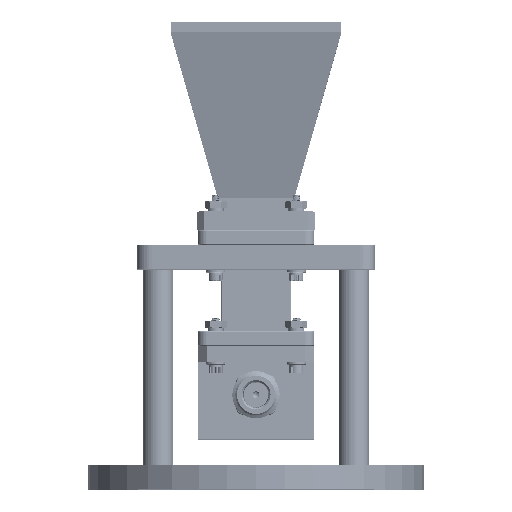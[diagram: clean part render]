
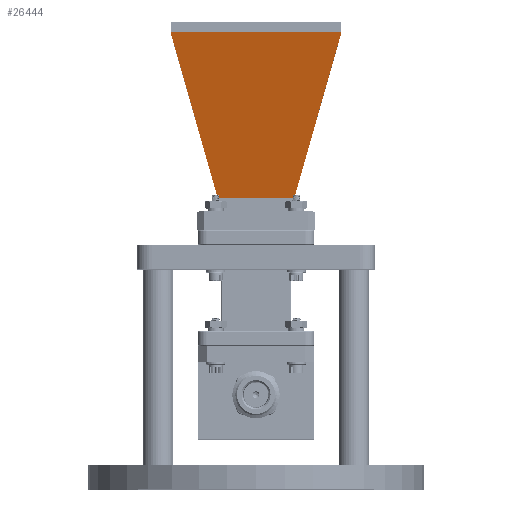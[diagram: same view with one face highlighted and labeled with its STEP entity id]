
A CAD part, top view. The second image highlights one B-rep face of the part: STEP entity #26444.
In plain terms, the highlighted face is planar.
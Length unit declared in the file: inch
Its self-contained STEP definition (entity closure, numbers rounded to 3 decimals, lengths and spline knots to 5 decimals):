
#454 = ORIENTED_EDGE ( 'NONE', *, *, #23539, .T. ) ;
#972 = ORIENTED_EDGE ( 'NONE', *, *, #51756, .T. ) ;
#1083 = CARTESIAN_POINT ( 'NONE',  ( -0.30561, -0.4938, 1.95443 ) ) ;
#1405 = LINE ( 'NONE', #1083, #57018 ) ;
#3007 = EDGE_CURVE ( 'NONE', #55054, #27914, #4949, .T. ) ;
#3408 = VECTOR ( 'NONE', #9231, 39.37008 ) ;
#4067 = CARTESIAN_POINT ( 'NONE',  ( -0.30561, 0., 1.95443 ) ) ;
#4949 = LINE ( 'NONE', #55270, #3408 ) ;
#5013 = LINE ( 'NONE', #54690, #38799 ) ;
#5633 = VECTOR ( 'NONE', #36575, 39.37008 ) ;
#9231 = DIRECTION ( 'NONE',  ( 0.226, -0.267, -0.937 ) ) ;
#9721 = LINE ( 'NONE', #32332, #43342 ) ;
#11198 = ORIENTED_EDGE ( 'NONE', *, *, #3007, .T. ) ;
#16576 = EDGE_LOOP ( 'NONE', ( #454, #54561, #27670, #972, #11198, #21464 ) ) ;
#20263 = AXIS2_PLACEMENT_3D ( 'NONE', #46711, #47689, #57239 ) ;
#21360 = EDGE_CURVE ( 'NONE', #64490, #25984, #5013, .T. ) ;
#21441 = CARTESIAN_POINT ( 'NONE',  ( -0.82126, 0., 4.08818 ) ) ;
#21464 = ORIENTED_EDGE ( 'NONE', *, *, #33866, .T. ) ;
#22451 = DIRECTION ( 'NONE',  ( 0.235, 0., -0.972 ) ) ;
#23539 = EDGE_CURVE ( 'NONE', #58195, #64490, #1405, .T. ) ;
#25644 = CARTESIAN_POINT ( 'NONE',  ( -0.82126, 1.09969, 4.08818 ) ) ;
#25984 = VERTEX_POINT ( 'NONE', #58991 ) ;
#26444 = ADVANCED_FACE ( 'NONE', ( #47363 ), #42100, .T. ) ;
#27071 = EDGE_CURVE ( 'NONE', #25984, #52428, #29442, .T. ) ;
#27670 = ORIENTED_EDGE ( 'NONE', *, *, #27071, .T. ) ;
#27724 = DIRECTION ( 'NONE',  ( 0., -1., 0. ) ) ;
#27914 = VERTEX_POINT ( 'NONE', #30188 ) ;
#29442 = LINE ( 'NONE', #21441, #5633 ) ;
#30188 = CARTESIAN_POINT ( 'NONE',  ( -0.30561, 0.4938, 1.95443 ) ) ;
#32332 = CARTESIAN_POINT ( 'NONE',  ( -0.82126, 1.09969, 4.08818 ) ) ;
#33866 = EDGE_CURVE ( 'NONE', #27914, #58195, #48163, .T. ) ;
#34168 = CARTESIAN_POINT ( 'NONE',  ( -0.81938, 1.09969, 4.08036 ) ) ;
#36575 = DIRECTION ( 'NONE',  ( 0., 1., 0. ) ) ;
#38799 = VECTOR ( 'NONE', #46123, 39.37008 ) ;
#42100 = PLANE ( 'NONE',  #20263 ) ;
#43342 = VECTOR ( 'NONE', #22451, 39.37008 ) ;
#44322 = CARTESIAN_POINT ( 'NONE',  ( -0.81938, -1.09969, 4.08036 ) ) ;
#46123 = DIRECTION ( 'NONE',  ( -0.235, 0., 0.972 ) ) ;
#46711 = CARTESIAN_POINT ( 'NONE',  ( -0.57418, 0., 3.06576 ) ) ;
#47363 = FACE_OUTER_BOUND ( 'NONE', #16576, .T. ) ;
#47689 = DIRECTION ( 'NONE',  ( -0.972, 0., -0.235 ) ) ;
#48163 = LINE ( 'NONE', #4067, #49021 ) ;
#49021 = VECTOR ( 'NONE', #27724, 39.37008 ) ;
#51271 = CARTESIAN_POINT ( 'NONE',  ( -0.30561, -0.4938, 1.95443 ) ) ;
#51756 = EDGE_CURVE ( 'NONE', #52428, #55054, #9721, .T. ) ;
#52428 = VERTEX_POINT ( 'NONE', #25644 ) ;
#54561 = ORIENTED_EDGE ( 'NONE', *, *, #21360, .T. ) ;
#54690 = CARTESIAN_POINT ( 'NONE',  ( -0.81938, -1.09969, 4.08036 ) ) ;
#55054 = VERTEX_POINT ( 'NONE', #34168 ) ;
#55270 = CARTESIAN_POINT ( 'NONE',  ( -0.81938, 1.09969, 4.08036 ) ) ;
#57018 = VECTOR ( 'NONE', #60950, 39.37008 ) ;
#57239 = DIRECTION ( 'NONE',  ( -0.235, 0., 0.972 ) ) ;
#58195 = VERTEX_POINT ( 'NONE', #51271 ) ;
#58991 = CARTESIAN_POINT ( 'NONE',  ( -0.82126, -1.09969, 4.08818 ) ) ;
#60950 = DIRECTION ( 'NONE',  ( -0.226, -0.267, 0.937 ) ) ;
#64490 = VERTEX_POINT ( 'NONE', #44322 ) ;
